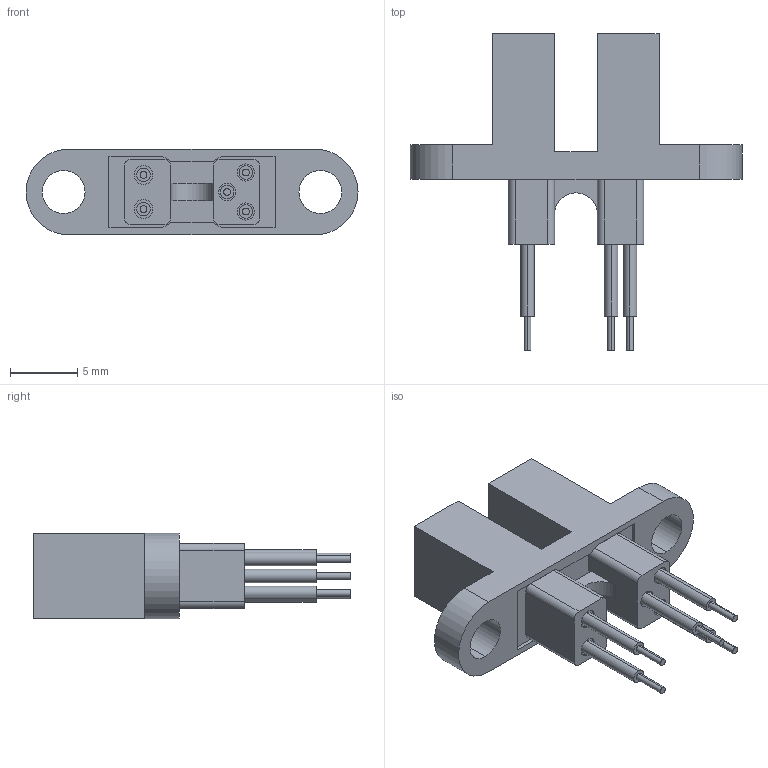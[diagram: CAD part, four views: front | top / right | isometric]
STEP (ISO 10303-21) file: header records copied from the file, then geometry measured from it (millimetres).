
FILE_DESCRIPTION (( 'STEP AP214' ), '1' );
FILE_NAME ('OPB992T51Z.STEP', '2019-11-12T14:39:39', ( '' ), ( '' ), 'SwSTEP 2.0', 'SolidWorks 2018', '' );
FILE_SCHEMA (( 'AUTOMOTIVE_DESIGN' ));
Length unit declared in the file: inch
Products named in the file (1): OPB992T51Z
Bounding box: 24.63 x 23.5 x 6.35 mm (x, y, z)
Volume: 983.2 mm3; surface area: 1113.1 mm2
Topology: 1 solids, 1 shells, 131 faces, 324 edges, 216 vertices
Faces by surface type: plane 70, cylinder 47, bspline 14
Entity records: 5315 total; most frequent: CARTESIAN_POINT 1582, ORIENTED_EDGE 648, DIRECTION 626, EDGE_CURVE 324, VERTEX_POINT 216, AXIS2_PLACEMENT_3D 212, VECTOR 202, LINE 202
